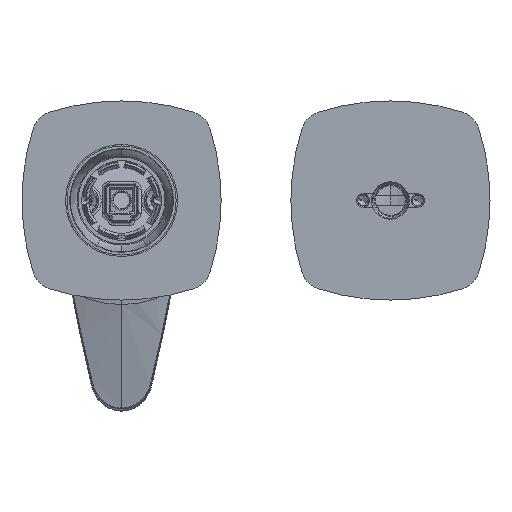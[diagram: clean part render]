
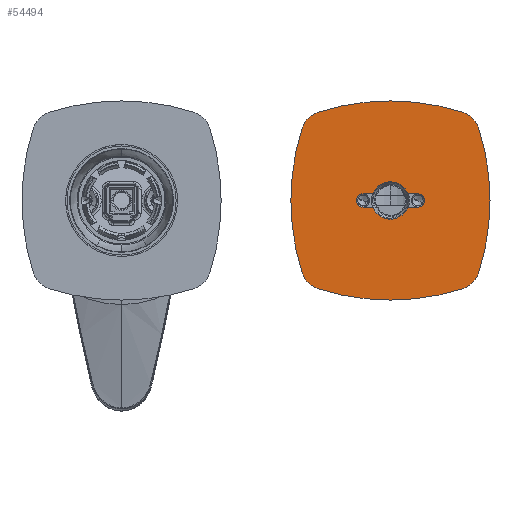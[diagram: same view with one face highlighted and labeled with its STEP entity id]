
A CAD part, front view. The second image highlights one B-rep face of the part: STEP entity #54494.
In plain terms, the highlighted planar face has unit normal (0, -1, 0).
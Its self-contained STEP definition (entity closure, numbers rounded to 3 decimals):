
#31386=CARTESIAN_POINT('Axis2P3D Location',(108.,51.5,0.)) ;
#31851=CARTESIAN_POINT('Line Origine',(116.989,51.5,2.75)) ;
#31855=CARTESIAN_POINT('Vertex',(119.,51.5,2.75)) ;
#31857=CARTESIAN_POINT('Vertex',(114.978,51.5,2.75)) ;
#31907=CARTESIAN_POINT('Axis2P3D Location',(119.,51.5,0.)) ;
#31911=CARTESIAN_POINT('Vertex',(119.,51.5,-2.75)) ;
#32193=CARTESIAN_POINT('Vertex',(114.978,51.5,-2.75)) ;
#32196=CARTESIAN_POINT('Line Origine',(116.989,51.5,-2.75)) ;
#32220=CARTESIAN_POINT('Axis2P3D Location',(163.,51.5,0.)) ;
#32224=CARTESIAN_POINT('Vertex',(68.,51.5,0.)) ;
#32226=CARTESIAN_POINT('Vertex',(72.533,51.5,28.996)) ;
#32238=CARTESIAN_POINT('Vertex',(72.533,51.5,-28.996)) ;
#32241=CARTESIAN_POINT('Axis2P3D Location',(163.,51.5,0.)) ;
#32261=CARTESIAN_POINT('Axis2P3D Location',(82.056,51.5,25.944)) ;
#32265=CARTESIAN_POINT('Vertex',(79.004,51.5,35.467)) ;
#32286=CARTESIAN_POINT('Axis2P3D Location',(108.,51.5,-55.)) ;
#32290=CARTESIAN_POINT('Vertex',(108.,51.5,40.)) ;
#32293=CARTESIAN_POINT('Axis2P3D Location',(108.,51.5,-55.)) ;
#32297=CARTESIAN_POINT('Vertex',(136.996,51.5,35.467)) ;
#32324=CARTESIAN_POINT('Vertex',(143.467,51.5,-28.996)) ;
#32327=CARTESIAN_POINT('Axis2P3D Location',(133.944,51.5,-25.944)) ;
#32331=CARTESIAN_POINT('Vertex',(136.996,51.5,-35.467)) ;
#32352=CARTESIAN_POINT('Axis2P3D Location',(108.,51.5,55.)) ;
#32356=CARTESIAN_POINT('Vertex',(108.,51.5,-40.)) ;
#32359=CARTESIAN_POINT('Axis2P3D Location',(108.,51.5,55.)) ;
#32363=CARTESIAN_POINT('Vertex',(79.004,51.5,-35.467)) ;
#32390=CARTESIAN_POINT('Vertex',(101.418,51.5,-3.596)) ;
#32393=CARTESIAN_POINT('Axis2P3D Location',(108.,51.5,0.)) ;
#32410=CARTESIAN_POINT('Vertex',(101.022,51.5,-2.75)) ;
#32413=CARTESIAN_POINT('Axis2P3D Location',(108.,51.5,0.)) ;
#32426=CARTESIAN_POINT('Line Origine',(99.011,51.5,-2.75)) ;
#32430=CARTESIAN_POINT('Vertex',(97.,51.5,-2.75)) ;
#32459=CARTESIAN_POINT('Axis2P3D Location',(97.,51.5,0.)) ;
#32463=CARTESIAN_POINT('Vertex',(97.,51.5,2.75)) ;
#32490=CARTESIAN_POINT('Vertex',(101.022,51.5,2.75)) ;
#32493=CARTESIAN_POINT('Line Origine',(99.011,51.5,2.75)) ;
#32516=CARTESIAN_POINT('Vertex',(114.582,51.5,3.596)) ;
#32519=CARTESIAN_POINT('Axis2P3D Location',(108.,51.5,0.)) ;
#32537=CARTESIAN_POINT('Axis2P3D Location',(82.056,51.5,-25.944)) ;
#32555=CARTESIAN_POINT('Axis2P3D Location',(53.,51.5,0.)) ;
#32559=CARTESIAN_POINT('Vertex',(148.,51.5,0.)) ;
#32566=CARTESIAN_POINT('Vertex',(143.467,51.5,28.996)) ;
#32569=CARTESIAN_POINT('Axis2P3D Location',(53.,51.5,0.)) ;
#32589=CARTESIAN_POINT('Axis2P3D Location',(133.944,51.5,25.944)) ;
#32602=CARTESIAN_POINT('Axis2P3D Location',(108.,51.5,0.)) ;
#31853=VECTOR('Line Direction',#31852,1.) ;
#32198=VECTOR('Line Direction',#32197,1.) ;
#32428=VECTOR('Line Direction',#32427,1.) ;
#32495=VECTOR('Line Direction',#32494,1.) ;
#31387=DIRECTION('Axis2P3D Direction',(0.,1.,-0.)) ;
#31388=DIRECTION('Axis2P3D XDirection',(-1.,0.,0.)) ;
#31852=DIRECTION('Vector Direction',(-1.,0.,0.)) ;
#31908=DIRECTION('Axis2P3D Direction',(0.,1.,-0.)) ;
#32197=DIRECTION('Vector Direction',(1.,0.,0.)) ;
#32221=DIRECTION('Axis2P3D Direction',(0.,1.,-0.)) ;
#32242=DIRECTION('Axis2P3D Direction',(0.,1.,-0.)) ;
#32262=DIRECTION('Axis2P3D Direction',(0.,1.,-0.)) ;
#32287=DIRECTION('Axis2P3D Direction',(0.,1.,-0.)) ;
#32294=DIRECTION('Axis2P3D Direction',(0.,1.,-0.)) ;
#32328=DIRECTION('Axis2P3D Direction',(-0.,1.,0.)) ;
#32353=DIRECTION('Axis2P3D Direction',(-0.,-1.,-0.)) ;
#32360=DIRECTION('Axis2P3D Direction',(-0.,-1.,-0.)) ;
#32394=DIRECTION('Axis2P3D Direction',(0.,-1.,0.)) ;
#32414=DIRECTION('Axis2P3D Direction',(0.,-1.,0.)) ;
#32427=DIRECTION('Vector Direction',(1.,0.,0.)) ;
#32460=DIRECTION('Axis2P3D Direction',(0.,1.,-0.)) ;
#32494=DIRECTION('Vector Direction',(-1.,0.,0.)) ;
#32520=DIRECTION('Axis2P3D Direction',(0.,-1.,0.)) ;
#32538=DIRECTION('Axis2P3D Direction',(-0.,-1.,-0.)) ;
#32556=DIRECTION('Axis2P3D Direction',(0.,-1.,0.)) ;
#32570=DIRECTION('Axis2P3D Direction',(0.,-1.,0.)) ;
#32590=DIRECTION('Axis2P3D Direction',(0.,-1.,0.)) ;
#32603=DIRECTION('Axis2P3D Direction',(0.,-1.,0.)) ;
#31389=AXIS2_PLACEMENT_3D('Plane Axis2P3D',#31386,#31387,#31388) ;
#31909=AXIS2_PLACEMENT_3D('Circle Axis2P3D',#31907,#31908,$) ;
#32222=AXIS2_PLACEMENT_3D('Circle Axis2P3D',#32220,#32221,$) ;
#32243=AXIS2_PLACEMENT_3D('Circle Axis2P3D',#32241,#32242,$) ;
#32263=AXIS2_PLACEMENT_3D('Circle Axis2P3D',#32261,#32262,$) ;
#32288=AXIS2_PLACEMENT_3D('Circle Axis2P3D',#32286,#32287,$) ;
#32295=AXIS2_PLACEMENT_3D('Circle Axis2P3D',#32293,#32294,$) ;
#32329=AXIS2_PLACEMENT_3D('Circle Axis2P3D',#32327,#32328,$) ;
#32354=AXIS2_PLACEMENT_3D('Circle Axis2P3D',#32352,#32353,$) ;
#32361=AXIS2_PLACEMENT_3D('Circle Axis2P3D',#32359,#32360,$) ;
#32395=AXIS2_PLACEMENT_3D('Circle Axis2P3D',#32393,#32394,$) ;
#32415=AXIS2_PLACEMENT_3D('Circle Axis2P3D',#32413,#32414,$) ;
#32461=AXIS2_PLACEMENT_3D('Circle Axis2P3D',#32459,#32460,$) ;
#32521=AXIS2_PLACEMENT_3D('Circle Axis2P3D',#32519,#32520,$) ;
#32539=AXIS2_PLACEMENT_3D('Circle Axis2P3D',#32537,#32538,$) ;
#32557=AXIS2_PLACEMENT_3D('Circle Axis2P3D',#32555,#32556,$) ;
#32571=AXIS2_PLACEMENT_3D('Circle Axis2P3D',#32569,#32570,$) ;
#32591=AXIS2_PLACEMENT_3D('Circle Axis2P3D',#32589,#32590,$) ;
#32604=AXIS2_PLACEMENT_3D('Circle Axis2P3D',#32602,#32603,$) ;
#31854=LINE('Line',#31851,#31853) ;
#32199=LINE('Line',#32196,#32198) ;
#32429=LINE('Line',#32426,#32428) ;
#32496=LINE('Line',#32493,#32495) ;
#31910=CIRCLE('generated circle',#31909,2.75) ;
#32223=CIRCLE('generated circle',#32222,95.) ;
#32244=CIRCLE('generated circle',#32243,95.) ;
#32264=CIRCLE('generated circle',#32263,10.) ;
#32289=CIRCLE('generated circle',#32288,95.) ;
#32296=CIRCLE('generated circle',#32295,95.) ;
#32330=CIRCLE('generated circle',#32329,10.) ;
#32355=CIRCLE('generated circle',#32354,95.) ;
#32362=CIRCLE('generated circle',#32361,95.) ;
#32396=CIRCLE('generated circle',#32395,7.5) ;
#32416=CIRCLE('generated circle',#32415,7.5) ;
#32462=CIRCLE('generated circle',#32461,2.75) ;
#32522=CIRCLE('generated circle',#32521,7.5) ;
#32540=CIRCLE('generated circle',#32539,10.) ;
#32558=CIRCLE('generated circle',#32557,95.) ;
#32572=CIRCLE('generated circle',#32571,95.) ;
#32592=CIRCLE('generated circle',#32591,10.) ;
#32605=CIRCLE('generated circle',#32604,7.5) ;
#31390=PLANE('',#31389) ;
#54493=FACE_BOUND('',#54482,.T.) ;
#31859=EDGE_CURVE('',#31856,#31858,#31854,.T.) ;
#31913=EDGE_CURVE('',#31856,#31912,#31910,.T.) ;
#32200=EDGE_CURVE('',#32194,#31912,#32199,.T.) ;
#32228=EDGE_CURVE('',#32225,#32227,#32223,.T.) ;
#32245=EDGE_CURVE('',#32225,#32239,#32244,.F.) ;
#32267=EDGE_CURVE('',#32227,#32266,#32264,.T.) ;
#32292=EDGE_CURVE('',#32266,#32291,#32289,.T.) ;
#32299=EDGE_CURVE('',#32298,#32291,#32296,.F.) ;
#32333=EDGE_CURVE('',#32325,#32332,#32330,.T.) ;
#32358=EDGE_CURVE('',#32332,#32357,#32355,.F.) ;
#32365=EDGE_CURVE('',#32364,#32357,#32362,.T.) ;
#32397=EDGE_CURVE('',#32194,#32391,#32396,.F.) ;
#32417=EDGE_CURVE('',#32391,#32411,#32416,.F.) ;
#32432=EDGE_CURVE('',#32431,#32411,#32429,.T.) ;
#32465=EDGE_CURVE('',#32431,#32464,#32462,.T.) ;
#32497=EDGE_CURVE('',#32491,#32464,#32496,.T.) ;
#32523=EDGE_CURVE('',#32491,#32517,#32522,.F.) ;
#32541=EDGE_CURVE('',#32239,#32364,#32540,.T.) ;
#32561=EDGE_CURVE('',#32560,#32325,#32558,.F.) ;
#32573=EDGE_CURVE('',#32560,#32567,#32572,.T.) ;
#32593=EDGE_CURVE('',#32567,#32298,#32592,.T.) ;
#32606=EDGE_CURVE('',#32517,#31858,#32605,.F.) ;
#54469=ORIENTED_EDGE('',*,*,#32541,.T.) ;
#54470=ORIENTED_EDGE('',*,*,#32365,.T.) ;
#54471=ORIENTED_EDGE('',*,*,#32358,.F.) ;
#54472=ORIENTED_EDGE('',*,*,#32333,.F.) ;
#54473=ORIENTED_EDGE('',*,*,#32561,.F.) ;
#54474=ORIENTED_EDGE('',*,*,#32573,.T.) ;
#54475=ORIENTED_EDGE('',*,*,#32593,.T.) ;
#54476=ORIENTED_EDGE('',*,*,#32299,.T.) ;
#54477=ORIENTED_EDGE('',*,*,#32292,.F.) ;
#54478=ORIENTED_EDGE('',*,*,#32267,.F.) ;
#54479=ORIENTED_EDGE('',*,*,#32228,.F.) ;
#54480=ORIENTED_EDGE('',*,*,#32245,.T.) ;
#54483=ORIENTED_EDGE('',*,*,#32417,.T.) ;
#54484=ORIENTED_EDGE('',*,*,#32432,.F.) ;
#54485=ORIENTED_EDGE('',*,*,#32465,.T.) ;
#54486=ORIENTED_EDGE('',*,*,#32497,.F.) ;
#54487=ORIENTED_EDGE('',*,*,#32523,.T.) ;
#54488=ORIENTED_EDGE('',*,*,#32606,.T.) ;
#54489=ORIENTED_EDGE('',*,*,#31859,.F.) ;
#54490=ORIENTED_EDGE('',*,*,#31913,.T.) ;
#54491=ORIENTED_EDGE('',*,*,#32200,.F.) ;
#54492=ORIENTED_EDGE('',*,*,#32397,.T.) ;
#54468=EDGE_LOOP('',(#54469,#54470,#54471,#54472,#54473,#54474,#54475,#54476,#54477,#54478,#54479,#54480)) ;
#54482=EDGE_LOOP('',(#54483,#54484,#54485,#54486,#54487,#54488,#54489,#54490,#54491,#54492)) ;
#31856=VERTEX_POINT('',#31855) ;
#31858=VERTEX_POINT('',#31857) ;
#31912=VERTEX_POINT('',#31911) ;
#32194=VERTEX_POINT('',#32193) ;
#32225=VERTEX_POINT('',#32224) ;
#32227=VERTEX_POINT('',#32226) ;
#32239=VERTEX_POINT('',#32238) ;
#32266=VERTEX_POINT('',#32265) ;
#32291=VERTEX_POINT('',#32290) ;
#32298=VERTEX_POINT('',#32297) ;
#32325=VERTEX_POINT('',#32324) ;
#32332=VERTEX_POINT('',#32331) ;
#32357=VERTEX_POINT('',#32356) ;
#32364=VERTEX_POINT('',#32363) ;
#32391=VERTEX_POINT('',#32390) ;
#32411=VERTEX_POINT('',#32410) ;
#32431=VERTEX_POINT('',#32430) ;
#32464=VERTEX_POINT('',#32463) ;
#32491=VERTEX_POINT('',#32490) ;
#32517=VERTEX_POINT('',#32516) ;
#32560=VERTEX_POINT('',#32559) ;
#32567=VERTEX_POINT('',#32566) ;
#54494=ADVANCED_FACE('PartBody',(#54481,#54493),#31390,.F.) ;
#54481=FACE_OUTER_BOUND('',#54468,.T.) ;
